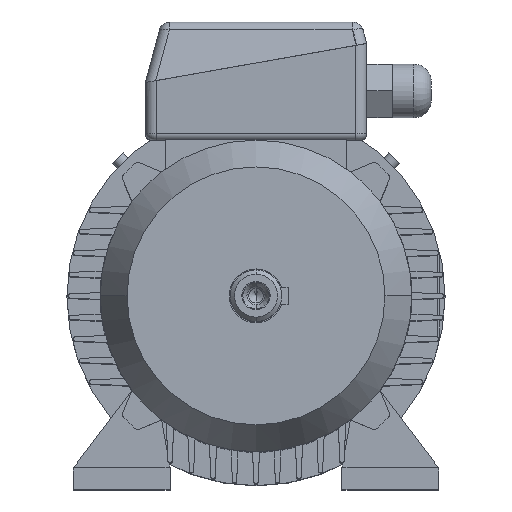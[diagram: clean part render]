
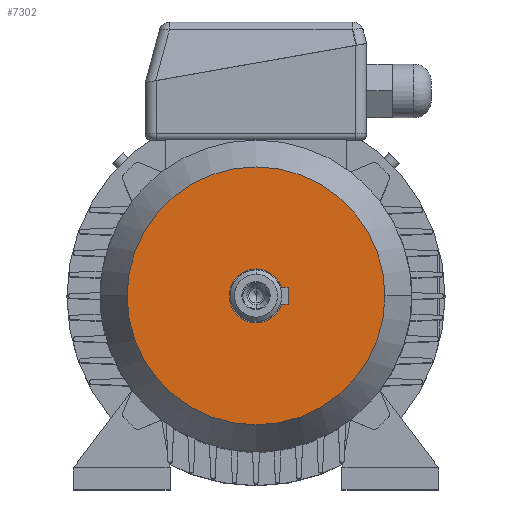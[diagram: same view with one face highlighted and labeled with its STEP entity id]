
A CAD part, top view. The second image highlights one B-rep face of the part: STEP entity #7302.
In plain terms, the highlighted planar face has unit normal (0, 0, 1).
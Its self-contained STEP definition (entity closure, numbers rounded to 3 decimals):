
#197 = CARTESIAN_POINT ( 'NONE',  ( 60., 0., 33. ) ) ;
#16667 = ORIENTED_EDGE ( 'NONE', *, *, #16241, .F. ) ;
#367 = CARTESIAN_POINT ( 'NONE',  ( -60., 0., 33. ) ) ;
#660 = CIRCLE ( 'NONE', #661, 60. ) ;
#661 = AXIS2_PLACEMENT_3D ( 'NONE', #662, #663, #664 ) ;
#662 = CARTESIAN_POINT ( 'NONE',  ( 0., 0., 33. ) ) ;
#663 = DIRECTION ( 'NONE',  ( 0., 0., -1. ) ) ;
#664 = DIRECTION ( 'NONE',  ( -1., 0., 0. ) ) ;
#17278 = ORIENTED_EDGE ( 'NONE', *, *, #6801, .F. ) ;
#967 = FACE_OUTER_BOUND ( 'NONE', #7065, .T. ) ;
#968 = PLANE ( 'NONE',  #969 ) ;
#969 = AXIS2_PLACEMENT_3D ( 'NONE', #970, #971, #972 ) ;
#970 = CARTESIAN_POINT ( 'NONE',  ( 0., 60., 33. ) ) ;
#971 = DIRECTION ( 'NONE',  ( 0., 0., 1. ) ) ;
#972 = DIRECTION ( 'NONE',  ( 1., 0., 0. ) ) ;
#6279 = VERTEX_POINT ( 'NONE', #197 ) ;
#6539 = VERTEX_POINT ( 'NONE', #367 ) ;
#6801 = EDGE_CURVE ( 'NONE', #6539, #6279, #660, .T. ) ;
#7065 = EDGE_LOOP ( 'NONE', ( #17278, #16667 ) ) ;
#7302 = ADVANCED_FACE ( 'NONE', ( #967 ), #968, .T. ) ;
#10600 = CIRCLE ( 'NONE', #10601, 60. ) ;
#10601 = AXIS2_PLACEMENT_3D ( 'NONE', #10602, #10611, #10612 ) ;
#10602 = CARTESIAN_POINT ( 'NONE',  ( 0., 0., 33. ) ) ;
#10611 = DIRECTION ( 'NONE',  ( 0., 0., -1. ) ) ;
#10612 = DIRECTION ( 'NONE',  ( -1., 0., 0. ) ) ;
#16241 = EDGE_CURVE ( 'NONE', #6279, #6539, #10600, .T. ) ;
